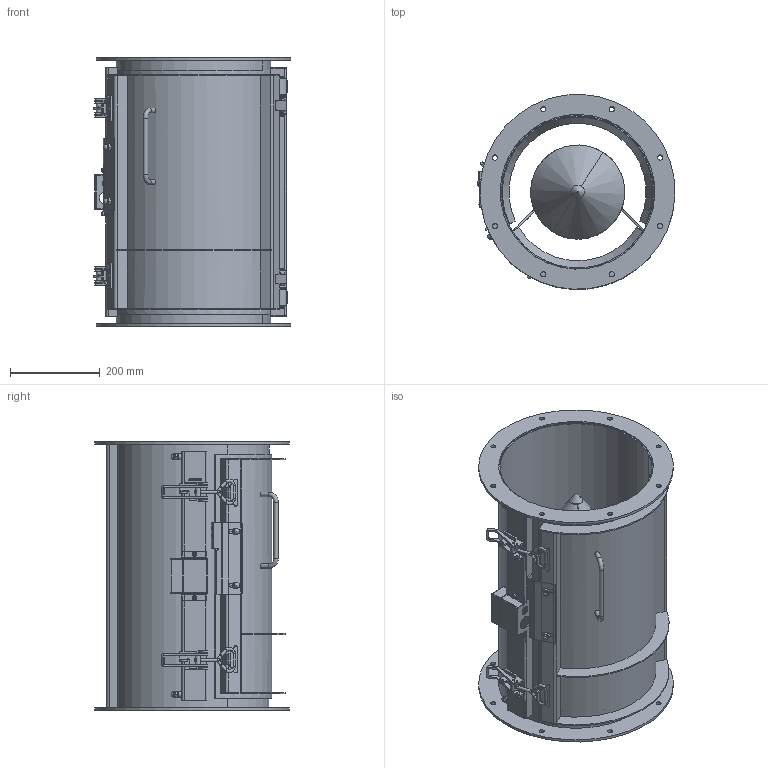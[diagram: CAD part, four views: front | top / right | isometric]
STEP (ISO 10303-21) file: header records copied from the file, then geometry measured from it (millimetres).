
FILE_DESCRIPTION(/* description */ (''),/* implementation_level */ '2;1');
FILE_NAME(/* name */ 'SPPF000162.stp',/* time_stamp */ '2017-05-19T14:50:42+02:00',/* author */ ('pw'),/* organization */ (''),/* preprocessor_version */ 'ST-DEVELOPER v16.5',/* originating_system */ 'Autodesk Inventor 2017',/* authorisation */ '');
FILE_SCHEMA (('AUTOMOTIVE_DESIGN { 1 0 10303 214 3 1 1 }'));
Length unit declared in the file: millimetre
Products named in the file (1): SPPF000162
Bounding box: 441.37 x 434.59 x 600 mm (x, y, z)
Volume: 5000472.2 mm3; surface area: 2869316 mm2
Topology: 19 solids, 24 shells, 3021 faces, 7967 edges, 5168 vertices
Faces by surface type: plane 1403, bspline 1118, cylinder 357, cone 114, torus 24, sphere 5
Full cylindrical faces by diameter (mm): 1.7 x6, 2.459 x2, 3 x4, 3.242 x2, 4 x8, 4.917 x3, 6 x6, 6.3 x2, 6.6 x3, 6.647 x4, 7 x10, 8 x6, 8.2 x2, 10 x9, 10.106 x4, 11 x1, 11.5 x16, 12 x3, 12.5 x5, 13 x3, 13.5 x4, 15.2 x4, 15.6 x1, 16 x6, 16.1 x1, 19 x2, 24 x1, 28 x2, 30 x4, 31 x2
Entity records: 101865 total; most frequent: CARTESIAN_POINT 32743, ORIENTED_EDGE 15400, DIRECTION 9920, EDGE_CURVE 7673, VERTEX_POINT 5100, LINE 4298, VECTOR 4298, EDGE_LOOP 3625
